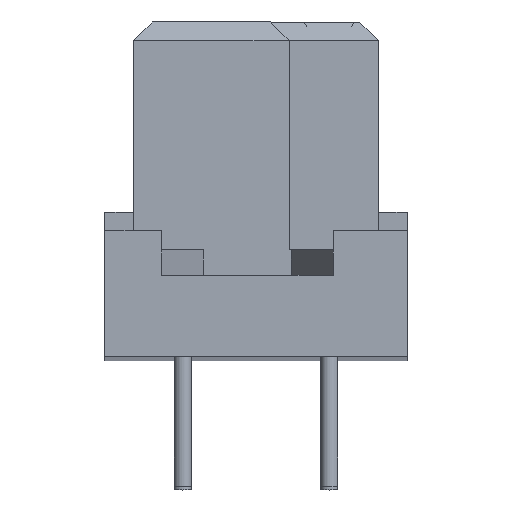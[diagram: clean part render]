
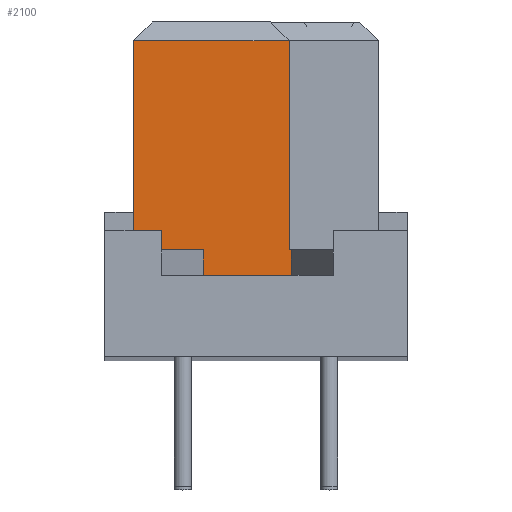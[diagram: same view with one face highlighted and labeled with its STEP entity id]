
A CAD part, top view. The second image highlights one B-rep face of the part: STEP entity #2100.
In plain terms, the highlighted free-form (B-spline) face has degree [1, 1] with [2, 2] control points.
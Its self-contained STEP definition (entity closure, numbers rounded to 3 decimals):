
#1510=CARTESIAN_POINT('V85',(6.4,3.7,
   89.95));
#1511=VERTEX_POINT('V85',#1510);
#1512=CARTESIAN_POINT('V56',(6.4,10.95,
   89.95));
#1513=VERTEX_POINT('V56',#1512);
#1514=CARTESIAN_POINT('E132',(6.4,3.7,
   89.95));
#1515=CARTESIAN_POINT('E132',(6.4,10.95,
   89.95));
#1516=QUASI_UNIFORM_CURVE('E132',1,(#1514,#1515),.POLYLINE_FORM.,.F.,
   .U.);
#1517=EDGE_CURVE('E132',#1511,#1513,#1516,.T.);
#1606=CARTESIAN_POINT('V64',(1.0,10.95,
   89.95));
#1607=VERTEX_POINT('V64',#1606);
#1613=CARTESIAN_POINT('E115',(1.0,10.95,
   89.95));
#1614=CARTESIAN_POINT('E115',(6.4,10.95,
   89.95));
#1615=B_SPLINE_CURVE_WITH_KNOTS('E115',1,(#1613,#1614),
   .POLYLINE_FORM.,.F.,.U.,(2,2),(1.088,
   6.962),.UNSPECIFIED.);
#1616=EDGE_CURVE('E115',#1607,#1513,#1615,.T.);
#2003=CARTESIAN_POINT('V63',(1.0,3.7,
   89.95));
#2004=VERTEX_POINT('V63',#2003);
#2010=CARTESIAN_POINT('E85',(1.,3.7,
   89.95));
#2011=CARTESIAN_POINT('E85',(1.0,10.95,
   89.95));
#2012=QUASI_UNIFORM_CURVE('E85',1,(#2010,#2011),.POLYLINE_FORM.,.F.,
   .U.);
#2013=EDGE_CURVE('E85',#2004,#1607,#2012,.T.);
#2024=CARTESIAN_POINT('V82',(3.418,3.7,
   89.95));
#2025=VERTEX_POINT('V82',#2024);
#2031=CARTESIAN_POINT('E118',(1.0,3.7,
   89.95));
#2032=CARTESIAN_POINT('E118',(3.418,3.7,
   89.95));
#2033=B_SPLINE_CURVE_WITH_KNOTS('E118',1,(#2031,#2032),
   .POLYLINE_FORM.,.F.,.U.,(2,2),(0.138,
   0.472),.UNSPECIFIED.);
#2034=EDGE_CURVE('E118',#2004,#2025,#2033,.T.);
#2053=CARTESIAN_POINT('V46',(3.418,2.8,
   89.95));
#2054=VERTEX_POINT('V46',#2053);
#2060=CARTESIAN_POINT('E141',(3.418,3.7,
   89.95));
#2061=CARTESIAN_POINT('E141',(3.418,2.8,
   89.95));
#2062=B_SPLINE_CURVE_WITH_KNOTS('E141',1,(#2060,#2061),
   .POLYLINE_FORM.,.F.,.U.,(2,2),(0.0,0.581),
   .UNSPECIFIED.);
#2063=EDGE_CURVE('E141',#2025,#2054,#2062,.T.);
#2069=CARTESIAN_POINT('F56',(-0.1,11.05,
   89.95));
#2070=CARTESIAN_POINT('F56',(-0.1,2.7,
   89.95));
#2071=CARTESIAN_POINT('F56',(10.6,11.05,
   89.95));
#2072=CARTESIAN_POINT('F56',(10.6,2.7,
   89.95));
#2073=B_SPLINE_SURFACE_WITH_KNOTS('F56',1,1,((#2069,#2071),(#2070,
   #2072)),.PLANE_SURF.,.F.,.F.,.U.,(2,2),(2,2),(0.0,1.0),(0.0,
   1.281),.UNSPECIFIED.);
#2074=ORIENTED_EDGE('E141',*,*,#2063,.T.);
#2075=CARTESIAN_POINT('V42',(6.482,2.8,
   89.95));
#2076=VERTEX_POINT('V42',#2075);
#2077=CARTESIAN_POINT('E62',(3.418,2.8,
   89.95));
#2078=CARTESIAN_POINT('E62',(6.482,2.8,
   89.95));
#2079=B_SPLINE_CURVE_WITH_KNOTS('E62',1,(#2077,#2078),
   .POLYLINE_FORM.,.F.,.U.,(2,2),(0.0,1.976),
   .UNSPECIFIED.);
#2080=EDGE_CURVE('E62',#2054,#2076,#2079,.T.);
#2081=ORIENTED_EDGE('E62',*,*,#2080,.T.);
#2082=CARTESIAN_POINT('V84',(6.482,3.7,
   89.95));
#2083=VERTEX_POINT('V84',#2082);
#2084=CARTESIAN_POINT('E142',(6.482,2.8,
   89.95));
#2085=CARTESIAN_POINT('E142',(6.482,3.7,
   89.95));
#2086=B_SPLINE_CURVE_WITH_KNOTS('E142',1,(#2084,#2085),
   .POLYLINE_FORM.,.F.,.U.,(2,2),(0.0,0.581),
   .UNSPECIFIED.);
#2087=EDGE_CURVE('E142',#2076,#2083,#2086,.T.);
#2088=ORIENTED_EDGE('E142',*,*,#2087,.T.);
#2089=CARTESIAN_POINT('E121',(6.482,3.7,
   89.95));
#2090=CARTESIAN_POINT('E121',(6.4,3.7,
   89.95));
#2091=B_SPLINE_CURVE_WITH_KNOTS('E121',1,(#2089,#2090),
   .POLYLINE_FORM.,.F.,.U.,(2,2),(0.973,1.0),
   .UNSPECIFIED.);
#2092=EDGE_CURVE('E121',#2083,#1511,#2091,.T.);
#2093=ORIENTED_EDGE('E121',*,*,#2092,.T.);
#2094=ORIENTED_EDGE('E132',*,*,#1517,.T.);
#2095=ORIENTED_EDGE('F41',*,*,#1616,.F.);
#2096=ORIENTED_EDGE('E85',*,*,#2013,.F.);
#2097=ORIENTED_EDGE('E118',*,*,#2034,.T.);
#2098=EDGE_LOOP('F56',(#2074,#2081,#2088,#2093,#2094,#2095,#2096,
   #2097));
#2099=FACE_OUTER_BOUND('F56',#2098,.T.);
#2100=ADVANCED_FACE('F56',(#2099),#2073,.T.);
